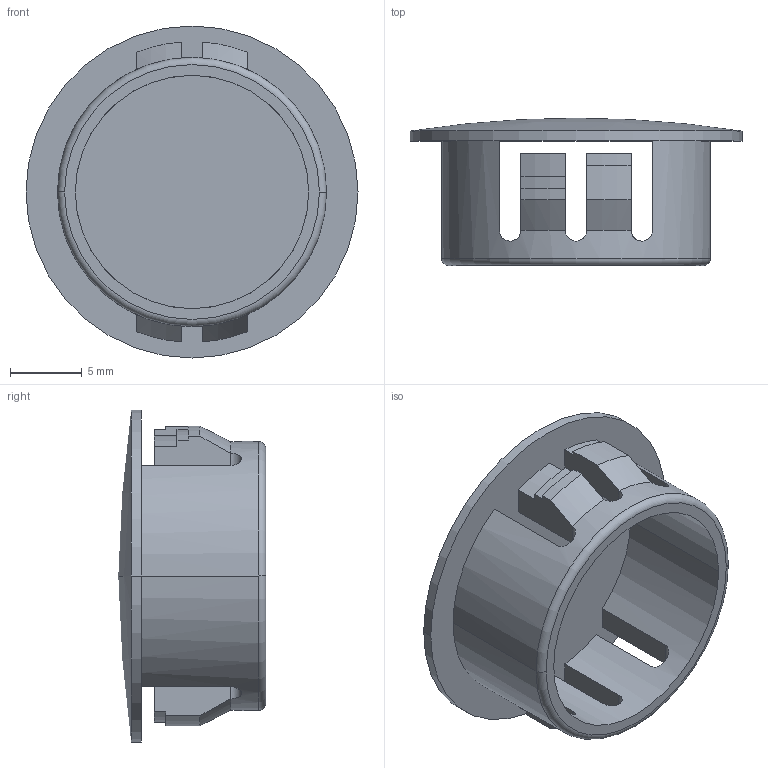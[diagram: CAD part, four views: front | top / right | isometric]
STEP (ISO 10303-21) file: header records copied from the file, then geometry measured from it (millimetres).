
FILE_DESCRIPTION (( 'STEP AP203' ), '1' );
FILE_NAME ('CP-30-HP-9.STEP', '2018-09-13T05:43:40', ( '' ), ( '' ), 'SwSTEP 2.0', 'SolidWorks 2014', '' );
FILE_SCHEMA (( 'CONFIG_CONTROL_DESIGN' ));
Length unit declared in the file: millimetre
Products named in the file (1): CP-30-HP-9
Bounding box: 23.2 x 10.3 x 23.2 mm (x, y, z)
Volume: 1033.3 mm3; surface area: 1895.4 mm2
Topology: 1 solids, 1 shells, 54 faces, 148 edges, 95 vertices
Faces by surface type: plane 24, cylinder 22, cone 4, torus 2, sphere 2
Entity records: 1959 total; most frequent: CARTESIAN_POINT 498, ORIENTED_EDGE 296, DIRECTION 288, EDGE_CURVE 148, AXIS2_PLACEMENT_3D 105, VERTEX_POINT 95, VECTOR 78, LINE 78
